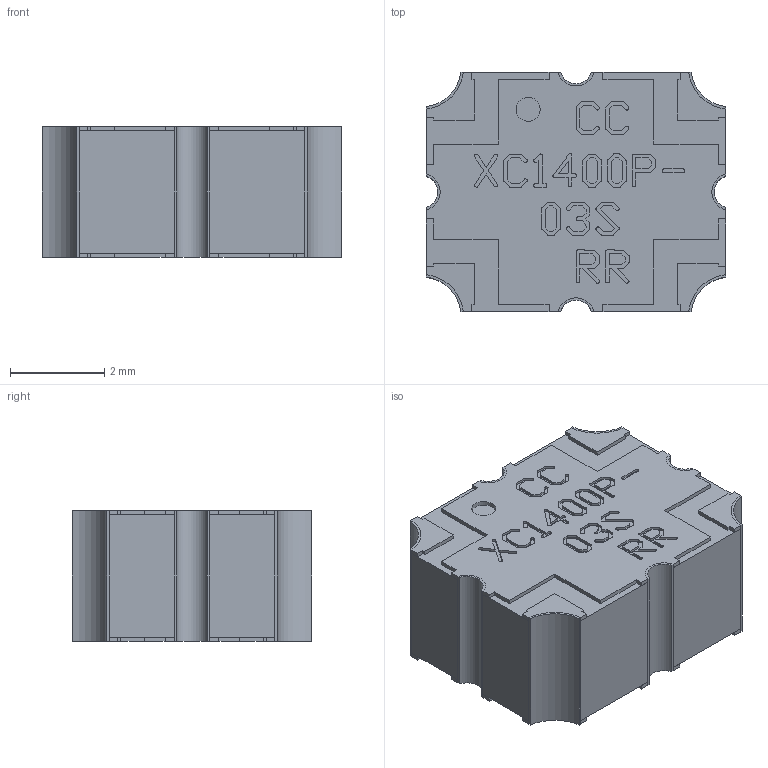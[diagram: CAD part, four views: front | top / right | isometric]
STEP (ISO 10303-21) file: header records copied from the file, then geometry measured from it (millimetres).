
FILE_DESCRIPTION(/* description */ (''),/* implementation_level */ '2;1');
FILE_NAME(/* name */ 'XC1400P-03S.stp',/* time_stamp */ '2021-05-26T11:51:43-04:00',/* author */ ('pbaciuska'),/* organization */ (''),/* preprocessor_version */ 'ST-DEVELOPER v18.1',/* originating_system */ 'Autodesk Inventor 2021',/* authorisation */ '');
FILE_SCHEMA (('AUTOMOTIVE_DESIGN { 1 0 10303 214 3 1 1 }'));
Length unit declared in the file: inch
Products named in the file (5): XC1400P-03S; xC1400P-03S_Top; xC1400P-03S_Core; xC1400P-03S_Bottom; xC1400P-03S_PTH
Assembly tree (4 placements, depth 2):
  XC1400P-03S
    xC1400P-03S_Top
    xC1400P-03S_Core
    xC1400P-03S_Bottom
    xC1400P-03S_PTH
Bounding box: 6.35 x 5.08 x 2.77 mm (x, y, z)
Volume: 82.5 mm3; surface area: 270.8 mm2
Topology: 19 solids, 19 shells, 609 faces, 1647 edges, 1098 vertices
Faces by surface type: plane 438, cylinder 171
Full cylindrical faces by diameter (mm): 0.508 x2
Entity records: 19627 total; most frequent: CARTESIAN_POINT 3363, ORIENTED_EDGE 3294, DIRECTION 3225, EDGE_CURVE 1647, LINE 1305, VECTOR 1305, VERTEX_POINT 1098, AXIS2_PLACEMENT_3D 960
